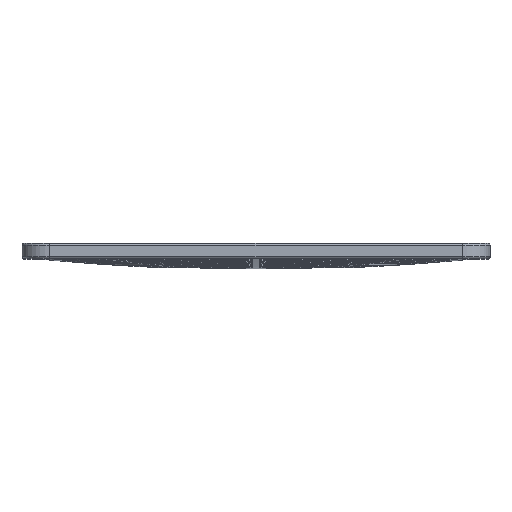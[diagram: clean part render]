
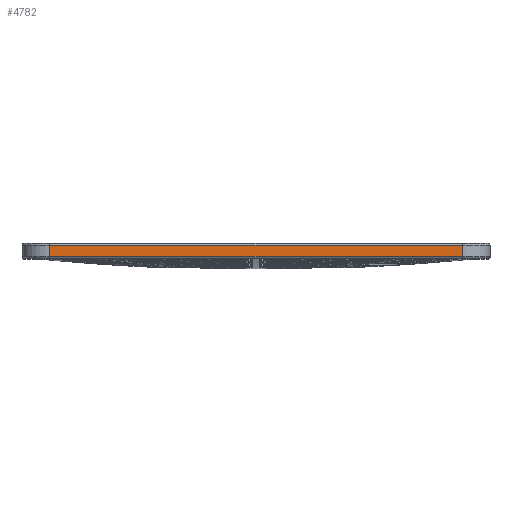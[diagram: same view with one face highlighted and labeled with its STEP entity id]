
A CAD part, top view. The second image highlights one B-rep face of the part: STEP entity #4782.
In plain terms, the highlighted planar face has unit normal (0, 0, 1).
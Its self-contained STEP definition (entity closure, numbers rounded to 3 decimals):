
#136=PLANE('',#5054);
#271=FACE_OUTER_BOUND('',#524,.T.);
#524=EDGE_LOOP('',(#3190,#3191,#3192,#3193));
#889=LINE('',#7520,#1169);
#891=LINE('',#7527,#1171);
#893=LINE('',#7533,#1173);
#894=LINE('',#7534,#1174);
#1169=VECTOR('',#5800,105.);
#1171=VECTOR('',#5810,2.8);
#1173=VECTOR('',#5816,2.8);
#1174=VECTOR('',#5817,105.);
#1925=VERTEX_POINT('',#7512);
#1927=VERTEX_POINT('',#7518);
#1928=VERTEX_POINT('',#7526);
#1930=VERTEX_POINT('',#7532);
#2425=EDGE_CURVE('',#1927,#1925,#889,.T.);
#2429=EDGE_CURVE('',#1925,#1928,#891,.T.);
#2432=EDGE_CURVE('',#1930,#1927,#893,.T.);
#2433=EDGE_CURVE('',#1928,#1930,#894,.T.);
#3190=ORIENTED_EDGE('',*,*,#2425,.F.);
#3191=ORIENTED_EDGE('',*,*,#2432,.F.);
#3192=ORIENTED_EDGE('',*,*,#2433,.F.);
#3193=ORIENTED_EDGE('',*,*,#2429,.F.);
#4782=ADVANCED_FACE('',(#271),#136,.T.);
#5054=AXIS2_PLACEMENT_3D('',#7531,#5814,#5815);
#5800=DIRECTION('',(1.,0.,0.));
#5810=DIRECTION('',(0.,-1.,0.));
#5814=DIRECTION('center_axis',(0.,0.,1.));
#5815=DIRECTION('ref_axis',(-1.,0.,0.));
#5816=DIRECTION('',(0.,1.,0.));
#5817=DIRECTION('',(-1.,0.,0.));
#7512=CARTESIAN_POINT('',(-7.,-0.5,0.));
#7518=CARTESIAN_POINT('',(-112.,-0.5,0.));
#7520=CARTESIAN_POINT('',(-29.75,-0.5,0.));
#7526=CARTESIAN_POINT('',(-7.,-3.3,0.));
#7527=CARTESIAN_POINT('',(-7.,0.,0.));
#7531=CARTESIAN_POINT('Origin',(0.,0.,0.));
#7532=CARTESIAN_POINT('',(-112.,-3.3,0.));
#7533=CARTESIAN_POINT('',(-112.,0.,0.));
#7534=CARTESIAN_POINT('',(-29.75,-3.3,0.));
